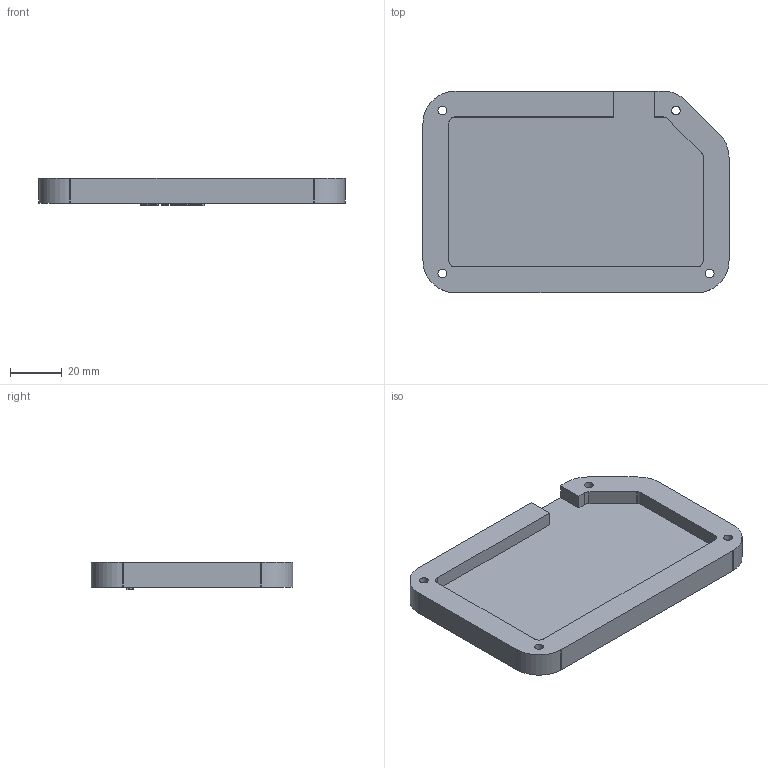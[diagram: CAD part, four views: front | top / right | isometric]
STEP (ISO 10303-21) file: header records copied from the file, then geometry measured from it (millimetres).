
FILE_DESCRIPTION(/* description */ (''),/* implementation_level */ '2;1');
FILE_NAME(/* name */ 'bottom_case_hackerpad2.step',/* time_stamp */ '2026-01-13T14:31:29+06:00',/* author */ (''),/* organization */ (''),/* preprocessor_version */ 'ST-DEVELOPER v20.1',/* originating_system */ 'Autodesk Translation Framework v14.21.0.0',/* authorisation */ '');
FILE_SCHEMA (('AUTOMOTIVE_DESIGN { 1 0 10303 214 3 1 1 }'));
Length unit declared in the file: millimetre
Products named in the file (1): 2026-01-13-14-29-11-706
Bounding box: 118.63 x 78.15 x 10.6 mm (x, y, z)
Volume: 53240.3 mm3; surface area: 23507.2 mm2
Topology: 1 solids, 1 shells, 429 faces, 1209 edges, 806 vertices
Faces by surface type: bspline 260, plane 155, cylinder 14
Full cylindrical faces by diameter (mm): 3.4 x4
Entity records: 16240 total; most frequent: CARTESIAN_POINT 6865, ORIENTED_EDGE 2418, EDGE_CURVE 1209, DIRECTION 1057, VERTEX_POINT 806, LINE 661, VECTOR 661, B_SPLINE_CURVE_WITH_KNOTS 520
